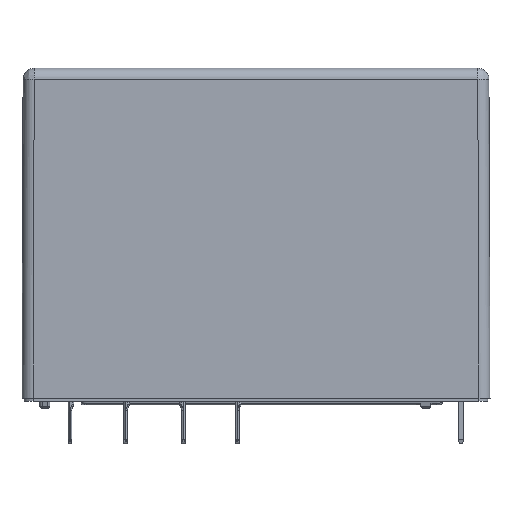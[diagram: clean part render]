
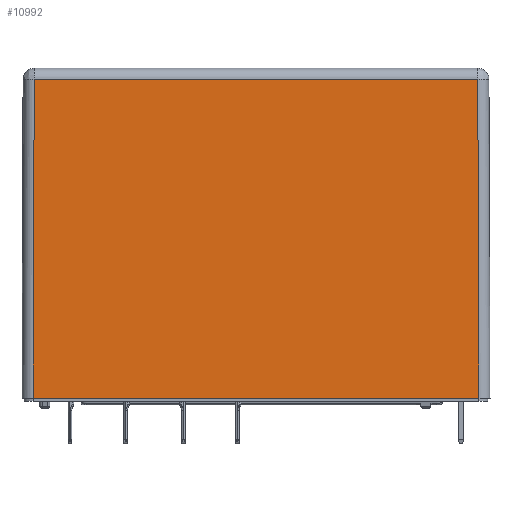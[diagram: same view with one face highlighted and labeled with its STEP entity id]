
A CAD part, front view. The second image highlights one B-rep face of the part: STEP entity #10992.
In plain terms, the highlighted planar face has unit normal (0, -1, 0.003).
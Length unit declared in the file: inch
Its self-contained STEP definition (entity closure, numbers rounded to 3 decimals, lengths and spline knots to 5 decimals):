
#5 = CARTESIAN_POINT ( 'NONE',  ( -0.78363, -0.28068, 1.13793 ) ) ;
#29 = AXIS2_PLACEMENT_3D ( 'NONE', #256, #1238, #11028 ) ;
#256 = CARTESIAN_POINT ( 'NONE',  ( 0.82677, -0.28445, 0. ) ) ;
#473 = DIRECTION ( 'NONE',  ( -1., 0., 0. ) ) ;
#649 = LINE ( 'NONE', #8591, #9046 ) ;
#753 = CARTESIAN_POINT ( 'NONE',  ( 0., -0.28441, 0.01181 ) ) ;
#1238 = DIRECTION ( 'NONE',  ( 0., -1., 0.003 ) ) ;
#1558 = ORIENTED_EDGE ( 'NONE', *, *, #2717, .T. ) ;
#2249 = CARTESIAN_POINT ( 'NONE',  ( 0.78363, -0.28068, 1.13793 ) ) ;
#2717 = EDGE_CURVE ( 'NONE', #4852, #9084, #649, .T. ) ;
#3275 = ORIENTED_EDGE ( 'NONE', *, *, #9919, .T. ) ;
#3708 = VECTOR ( 'NONE', #6786, 39.37008 ) ;
#3889 = VECTOR ( 'NONE', #7899, 39.37008 ) ;
#4385 = VERTEX_POINT ( 'NONE', #9076 ) ;
#4585 = FACE_OUTER_BOUND ( 'NONE', #5426, .T. ) ;
#4852 = VERTEX_POINT ( 'NONE', #5572 ) ;
#5426 = EDGE_LOOP ( 'NONE', ( #12236, #10814, #3275, #1558 ) ) ;
#5572 = CARTESIAN_POINT ( 'NONE',  ( 0.78736, -0.28441, 0.01181 ) ) ;
#5798 = DIRECTION ( 'NONE',  ( -0.003, 0.003, 1. ) ) ;
#6148 = PLANE ( 'NONE',  #29 ) ;
#6678 = VECTOR ( 'NONE', #473, 39.37008 ) ;
#6786 = DIRECTION ( 'NONE',  ( 1., 0., 0. ) ) ;
#7155 = CARTESIAN_POINT ( 'NONE',  ( -0.78736, -0.28441, 0.01181 ) ) ;
#7259 = CARTESIAN_POINT ( 'NONE',  ( 0.82677, -0.28068, 1.13793 ) ) ;
#7899 = DIRECTION ( 'NONE',  ( -0.003, -0.003, -1. ) ) ;
#8150 = LINE ( 'NONE', #753, #3708 ) ;
#8591 = CARTESIAN_POINT ( 'NONE',  ( 0.78736, -0.28441, 0.01181 ) ) ;
#9046 = VECTOR ( 'NONE', #5798, 39.37008 ) ;
#9076 = CARTESIAN_POINT ( 'NONE',  ( -0.78363, -0.28068, 1.13793 ) ) ;
#9084 = VERTEX_POINT ( 'NONE', #2249 ) ;
#9407 = EDGE_CURVE ( 'NONE', #4385, #12169, #11244, .T. ) ;
#9743 = EDGE_CURVE ( 'NONE', #9084, #4385, #11704, .T. ) ;
#9919 = EDGE_CURVE ( 'NONE', #12169, #4852, #8150, .T. ) ;
#10814 = ORIENTED_EDGE ( 'NONE', *, *, #9407, .T. ) ;
#10992 = ADVANCED_FACE ( 'NONE', ( #4585 ), #6148, .T. ) ;
#11028 = DIRECTION ( 'NONE',  ( 0., -0.003, -1. ) ) ;
#11244 = LINE ( 'NONE', #5, #3889 ) ;
#11704 = LINE ( 'NONE', #7259, #6678 ) ;
#12169 = VERTEX_POINT ( 'NONE', #7155 ) ;
#12236 = ORIENTED_EDGE ( 'NONE', *, *, #9743, .T. ) ;
